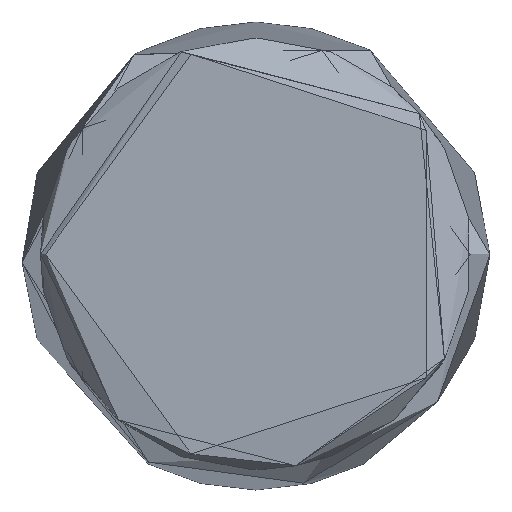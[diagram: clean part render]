
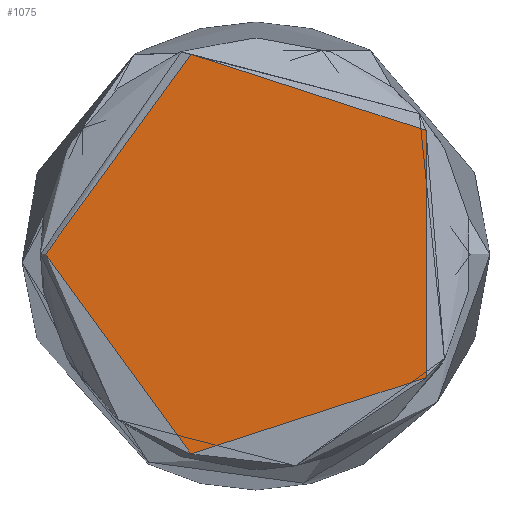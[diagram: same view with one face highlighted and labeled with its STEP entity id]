
A CAD part, top view. The second image highlights one B-rep face of the part: STEP entity #1075.
In plain terms, the highlighted planar face has unit normal (0, 0, 1).
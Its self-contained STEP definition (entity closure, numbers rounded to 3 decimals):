
#94=PLANE('',#1175);
#263=FACE_OUTER_BOUND('',#332,.T.);
#332=EDGE_LOOP('',(#792));
#411=CIRCLE('',#1174,8.086);
#482=VERTEX_POINT('',#1694);
#608=EDGE_CURVE('',#482,#482,#411,.T.);
#792=ORIENTED_EDGE('',*,*,#608,.T.);
#1075=ADVANCED_FACE('',(#263),#94,.T.);
#1174=AXIS2_PLACEMENT_3D('',#1695,#1329,#1330);
#1175=AXIS2_PLACEMENT_3D('',#1696,#1331,#1332);
#1329=DIRECTION('center_axis',(0.,0.,1.));
#1330=DIRECTION('ref_axis',(1.,0.,0.));
#1331=DIRECTION('center_axis',(0.,0.,1.));
#1332=DIRECTION('ref_axis',(-1.,0.,0.));
#1694=CARTESIAN_POINT('',(-8.086,0.,51.));
#1695=CARTESIAN_POINT('Origin',(0.,0.,51.));
#1696=CARTESIAN_POINT('Origin',(0.,0.,51.));
